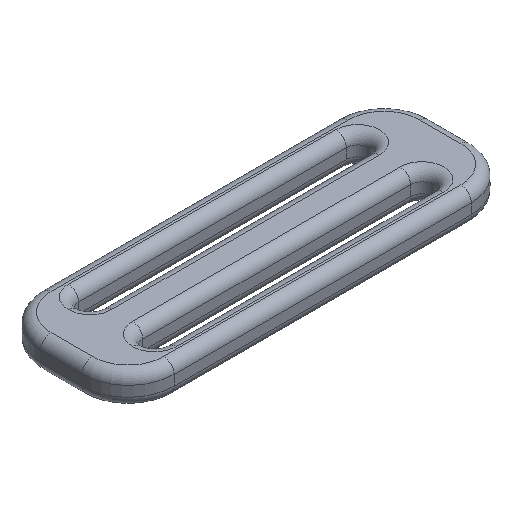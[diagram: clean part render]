
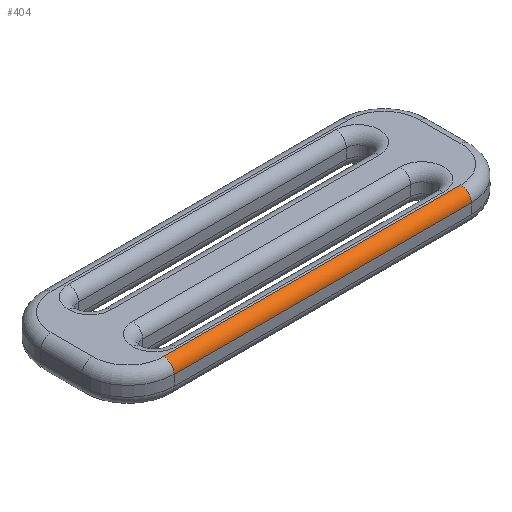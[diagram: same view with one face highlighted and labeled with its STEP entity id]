
A CAD part, isometric view. The second image highlights one B-rep face of the part: STEP entity #404.
In plain terms, the highlighted cylindrical face has radius 1 mm (diameter 2 mm), a partial arc.
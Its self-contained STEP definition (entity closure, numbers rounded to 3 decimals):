
#9 = CARTESIAN_POINT ( 'NONE',  ( 33.327, 23.84, 2.6 ) ) ;
#66 = FACE_OUTER_BOUND ( 'NONE', #1463, .T. ) ;
#93 = CARTESIAN_POINT ( 'NONE',  ( 4.473, 23.84, 3.6 ) ) ;
#109 = CARTESIAN_POINT ( 'NONE',  ( 4.473, 22.84, 2.6 ) ) ;
#212 = CARTESIAN_POINT ( 'NONE',  ( 33.327, 23.84, 2.6 ) ) ;
#261 = CARTESIAN_POINT ( 'NONE',  ( 33.327, 23.84, 3.6 ) ) ;
#278 = ORIENTED_EDGE ( 'NONE', *, *, #634, .F. ) ;
#288 = AXIS2_PLACEMENT_3D ( 'NONE', #212, #692, #685 ) ;
#393 = DIRECTION ( 'NONE',  ( 1., 0., 0. ) ) ;
#404 = ADVANCED_FACE ( 'NONE', ( #66 ), #534, .T. ) ;
#445 = AXIS2_PLACEMENT_3D ( 'NONE', #1440, #575, #1445 ) ;
#452 = CARTESIAN_POINT ( 'NONE',  ( 4.473, 22.84, 2.6 ) ) ;
#463 = ORIENTED_EDGE ( 'NONE', *, *, #705, .F. ) ;
#525 = DIRECTION ( 'NONE',  ( 0., 1., 0. ) ) ;
#534 = CYLINDRICAL_SURFACE ( 'NONE', #1173, 1. ) ;
#547 = ORIENTED_EDGE ( 'NONE', *, *, #1113, .F. ) ;
#567 = LINE ( 'NONE', #452, #862 ) ;
#575 = DIRECTION ( 'NONE',  ( -1., 0., 0. ) ) ;
#634 = EDGE_CURVE ( 'NONE', #1060, #638, #680, .T. ) ;
#638 = VERTEX_POINT ( 'NONE', #1555 ) ;
#652 = DIRECTION ( 'NONE',  ( 1., 0., 0. ) ) ;
#668 = VERTEX_POINT ( 'NONE', #93 ) ;
#670 = EDGE_CURVE ( 'NONE', #1315, #668, #897, .T. ) ;
#680 = CIRCLE ( 'NONE', #288, 1. ) ;
#685 = DIRECTION ( 'NONE',  ( 0., 0., -1. ) ) ;
#692 = DIRECTION ( 'NONE',  ( 1., 0., 0. ) ) ;
#705 = EDGE_CURVE ( 'NONE', #638, #1315, #567, .T. ) ;
#753 = ORIENTED_EDGE ( 'NONE', *, *, #670, .F. ) ;
#862 = VECTOR ( 'NONE', #950, 1000. ) ;
#897 = CIRCLE ( 'NONE', #445, 1. ) ;
#950 = DIRECTION ( 'NONE',  ( -1., 0., 0. ) ) ;
#1060 = VERTEX_POINT ( 'NONE', #261 ) ;
#1113 = EDGE_CURVE ( 'NONE', #668, #1060, #1591, .T. ) ;
#1173 = AXIS2_PLACEMENT_3D ( 'NONE', #9, #393, #525 ) ;
#1294 = CARTESIAN_POINT ( 'NONE',  ( 33.327, 23.84, 3.6 ) ) ;
#1315 = VERTEX_POINT ( 'NONE', #109 ) ;
#1440 = CARTESIAN_POINT ( 'NONE',  ( 4.473, 23.84, 2.6 ) ) ;
#1445 = DIRECTION ( 'NONE',  ( 0., 0., 1. ) ) ;
#1463 = EDGE_LOOP ( 'NONE', ( #278, #547, #753, #463 ) ) ;
#1491 = VECTOR ( 'NONE', #652, 1000. ) ;
#1555 = CARTESIAN_POINT ( 'NONE',  ( 33.327, 22.84, 2.6 ) ) ;
#1591 = LINE ( 'NONE', #1294, #1491 ) ;
